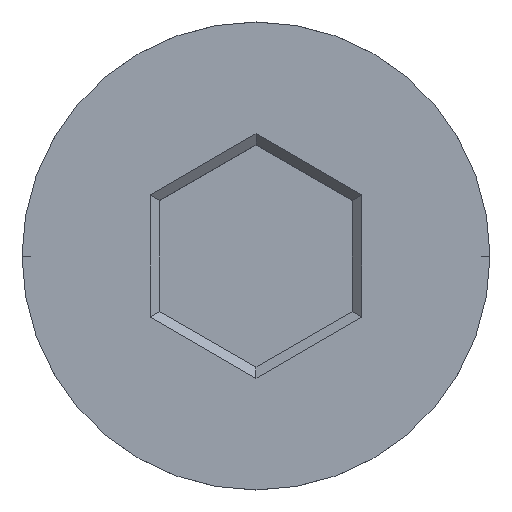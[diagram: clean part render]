
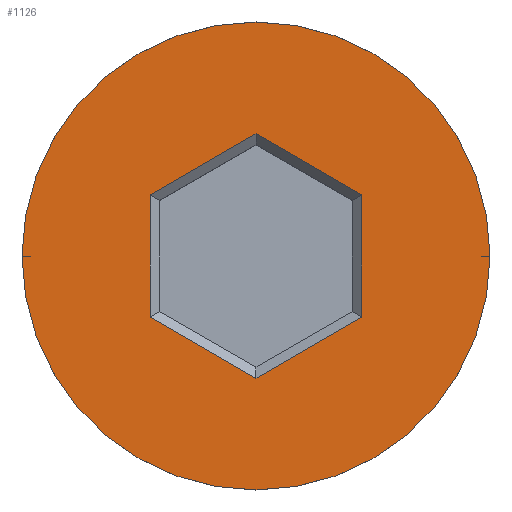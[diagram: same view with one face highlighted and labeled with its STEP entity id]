
A CAD part, top view. The second image highlights one B-rep face of the part: STEP entity #1126.
In plain terms, the highlighted planar face has unit normal (0, 0, 1).
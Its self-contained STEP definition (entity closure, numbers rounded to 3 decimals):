
#33 = VECTOR ( 'NONE', #1444, 1000. ) ;
#38 = FACE_OUTER_BOUND ( 'NONE', #1400, .T. ) ;
#104 = VECTOR ( 'NONE', #1424, 1000. ) ;
#159 = CARTESIAN_POINT ( 'NONE',  ( 0., 0., 0. ) ) ;
#196 = VERTEX_POINT ( 'NONE', #219 ) ;
#207 = CARTESIAN_POINT ( 'NONE',  ( 2.15, -1.126, 0. ) ) ;
#214 = CIRCLE ( 'NONE', #1436, 4.75 ) ;
#215 = AXIS2_PLACEMENT_3D ( 'NONE', #159, #1052, #832 ) ;
#219 = CARTESIAN_POINT ( 'NONE',  ( -2.15, -1.241, 0. ) ) ;
#236 = ORIENTED_EDGE ( 'NONE', *, *, #865, .T. ) ;
#283 = VECTOR ( 'NONE', #424, 1000. ) ;
#296 = VERTEX_POINT ( 'NONE', #1038 ) ;
#314 = DIRECTION ( 'NONE',  ( 1., 0., 0. ) ) ;
#320 = EDGE_CURVE ( 'NONE', #1310, #721, #928, .T. ) ;
#324 = DIRECTION ( 'NONE',  ( 0., 0., 1. ) ) ;
#361 = CARTESIAN_POINT ( 'NONE',  ( -2.05, -1.299, 0. ) ) ;
#392 = CARTESIAN_POINT ( 'NONE',  ( 2.15, 1.241, 0. ) ) ;
#418 = EDGE_LOOP ( 'NONE', ( #1068, #947, #654, #618, #236, #433 ) ) ;
#420 = VERTEX_POINT ( 'NONE', #1410 ) ;
#424 = DIRECTION ( 'NONE',  ( 0.866, -0.5, 0. ) ) ;
#426 = CARTESIAN_POINT ( 'NONE',  ( 0., 0., 0. ) ) ;
#433 = ORIENTED_EDGE ( 'NONE', *, *, #320, .T. ) ;
#453 = EDGE_CURVE ( 'NONE', #196, #296, #1069, .T. ) ;
#478 = PLANE ( 'NONE',  #215 ) ;
#490 = EDGE_CURVE ( 'NONE', #864, #420, #214, .T. ) ;
#506 = CARTESIAN_POINT ( 'NONE',  ( -2.15, 1.126, 0. ) ) ;
#531 = LINE ( 'NONE', #207, #1167 ) ;
#614 = CIRCLE ( 'NONE', #1432, 4.75 ) ;
#618 = ORIENTED_EDGE ( 'NONE', *, *, #1425, .T. ) ;
#654 = ORIENTED_EDGE ( 'NONE', *, *, #1317, .T. ) ;
#660 = DIRECTION ( 'NONE',  ( 0., -1., 0. ) ) ;
#662 = VERTEX_POINT ( 'NONE', #392 ) ;
#664 = ORIENTED_EDGE ( 'NONE', *, *, #1211, .T. ) ;
#683 = LINE ( 'NONE', #1006, #33 ) ;
#694 = CARTESIAN_POINT ( 'NONE',  ( 0., -2.483, 0. ) ) ;
#705 = DIRECTION ( 'NONE',  ( -0.866, 0.5, 0. ) ) ;
#721 = VERTEX_POINT ( 'NONE', #694 ) ;
#742 = CARTESIAN_POINT ( 'NONE',  ( 0., 0., 0. ) ) ;
#755 = CARTESIAN_POINT ( 'NONE',  ( 2.15, -1.241, 0. ) ) ;
#772 = CARTESIAN_POINT ( 'NONE',  ( 2.05, 1.299, 0. ) ) ;
#817 = FACE_BOUND ( 'NONE', #418, .T. ) ;
#832 = DIRECTION ( 'NONE',  ( 1., 0., 0. ) ) ;
#847 = VERTEX_POINT ( 'NONE', #1216 ) ;
#864 = VERTEX_POINT ( 'NONE', #1092 ) ;
#865 = EDGE_CURVE ( 'NONE', #662, #1310, #531, .T. ) ;
#874 = DIRECTION ( 'NONE',  ( 0., 0., 1. ) ) ;
#878 = ORIENTED_EDGE ( 'NONE', *, *, #490, .T. ) ;
#883 = DIRECTION ( 'NONE',  ( 1., 0., 0. ) ) ;
#928 = LINE ( 'NONE', #1031, #1284 ) ;
#947 = ORIENTED_EDGE ( 'NONE', *, *, #453, .T. ) ;
#1006 = CARTESIAN_POINT ( 'NONE',  ( -0.1, 2.425, 0. ) ) ;
#1031 = CARTESIAN_POINT ( 'NONE',  ( 0.1, -2.425, 0. ) ) ;
#1038 = CARTESIAN_POINT ( 'NONE',  ( -2.15, 1.241, 0. ) ) ;
#1040 = EDGE_CURVE ( 'NONE', #721, #196, #1361, .T. ) ;
#1052 = DIRECTION ( 'NONE',  ( 0., 0., 1. ) ) ;
#1068 = ORIENTED_EDGE ( 'NONE', *, *, #1040, .T. ) ;
#1069 = LINE ( 'NONE', #506, #104 ) ;
#1092 = CARTESIAN_POINT ( 'NONE',  ( 4.75, 0., 0. ) ) ;
#1126 = ADVANCED_FACE ( 'NONE', ( #817, #38 ), #478, .T. ) ;
#1167 = VECTOR ( 'NONE', #660, 1000. ) ;
#1211 = EDGE_CURVE ( 'NONE', #420, #864, #614, .T. ) ;
#1216 = CARTESIAN_POINT ( 'NONE',  ( 0., 2.483, 0. ) ) ;
#1252 = LINE ( 'NONE', #772, #283 ) ;
#1284 = VECTOR ( 'NONE', #1368, 1000. ) ;
#1310 = VERTEX_POINT ( 'NONE', #755 ) ;
#1317 = EDGE_CURVE ( 'NONE', #296, #847, #683, .T. ) ;
#1361 = LINE ( 'NONE', #361, #1383 ) ;
#1368 = DIRECTION ( 'NONE',  ( -0.866, -0.5, 0. ) ) ;
#1383 = VECTOR ( 'NONE', #705, 1000. ) ;
#1400 = EDGE_LOOP ( 'NONE', ( #878, #664 ) ) ;
#1410 = CARTESIAN_POINT ( 'NONE',  ( -4.75, 0., 0. ) ) ;
#1424 = DIRECTION ( 'NONE',  ( 0., 1., 0. ) ) ;
#1425 = EDGE_CURVE ( 'NONE', #847, #662, #1252, .T. ) ;
#1432 = AXIS2_PLACEMENT_3D ( 'NONE', #426, #324, #883 ) ;
#1436 = AXIS2_PLACEMENT_3D ( 'NONE', #742, #874, #314 ) ;
#1444 = DIRECTION ( 'NONE',  ( 0.866, 0.5, 0. ) ) ;
